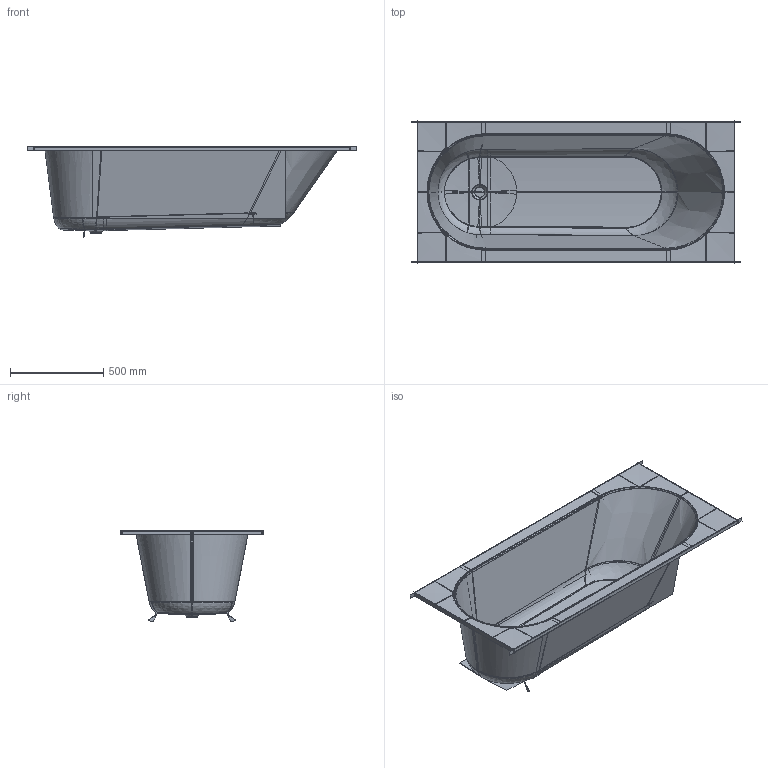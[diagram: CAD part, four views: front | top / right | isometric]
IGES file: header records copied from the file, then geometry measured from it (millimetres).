
Start section:  PTC IGES file: BQ170OBE2V.igs
Global section: file name: BQ170OBE2V.igs; native system: Pro/ENGINEER by Parametric Technology Corporation; preprocessor: 2003490; author: HRADIX; organization: Unknown; date: 040622.141852; units: millimetre
Bounding box: 1765.3 x 762.35 x 486.97 mm (x, y, z)
Surface area: 4857649.1 mm2 (no closed solid volume)
Topology: 0 solids, 0 shells, 232 faces, 2926 edges, 3836 vertices
Faces by surface type: bspline 124, revolution 108
